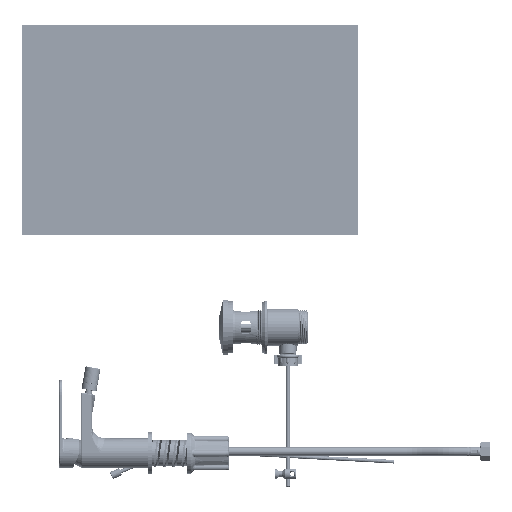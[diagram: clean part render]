
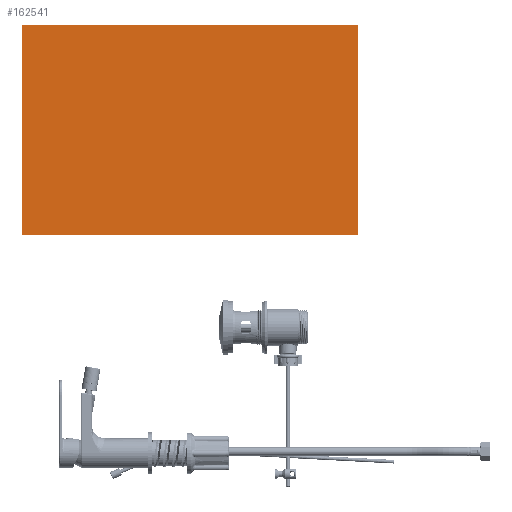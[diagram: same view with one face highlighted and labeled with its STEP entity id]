
A CAD part, left-side view. The second image highlights one B-rep face of the part: STEP entity #162541.
In plain terms, the highlighted face is planar.
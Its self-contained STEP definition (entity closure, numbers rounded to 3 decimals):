
#162443=DIRECTION('',(-1.,0.,0.));
#162444=VECTOR('',#162443,400.);
#162445=CARTESIAN_POINT('',(0.,60.,0.));
#162446=LINE('',#162445,#162444);
#162447=DIRECTION('',(0.,0.,-1.));
#162448=VECTOR('',#162447,250.);
#162449=CARTESIAN_POINT('',(0.,60.,250.));
#162450=LINE('',#162449,#162448);
#162451=DIRECTION('',(1.,0.,0.));
#162452=VECTOR('',#162451,400.);
#162453=CARTESIAN_POINT('',(-400.,60.,250.));
#162454=LINE('',#162453,#162452);
#162455=DIRECTION('',(0.,0.,1.));
#162456=VECTOR('',#162455,250.);
#162457=CARTESIAN_POINT('',(-400.,60.,0.));
#162458=LINE('',#162457,#162456);
#162475=CARTESIAN_POINT('',(0.,60.,0.));
#162476=CARTESIAN_POINT('',(-400.,60.,0.));
#162477=VERTEX_POINT('',#162475);
#162478=VERTEX_POINT('',#162476);
#162479=CARTESIAN_POINT('',(-400.,60.,250.));
#162480=VERTEX_POINT('',#162479);
#162481=CARTESIAN_POINT('',(0.,60.,250.));
#162482=VERTEX_POINT('',#162481);
#162528=CARTESIAN_POINT('',(0.,60.,0.));
#162529=DIRECTION('',(0.,1.,0.));
#162530=DIRECTION('',(1.,0.,0.));
#162531=AXIS2_PLACEMENT_3D('',#162528,#162529,#162530);
#162532=PLANE('',#162531);
#162533=ORIENTED_EDGE('',*,*,#162521,.F.);
#162534=ORIENTED_EDGE('',*,*,#162492,.F.);
#162536=ORIENTED_EDGE('',*,*,#162535,.F.);
#162538=ORIENTED_EDGE('',*,*,#162537,.F.);
#162539=EDGE_LOOP('',(#162533,#162534,#162536,#162538));
#162540=FACE_OUTER_BOUND('',#162539,.F.);
#162541=ADVANCED_FACE('',(#162540),#162532,.T.);
#162492=EDGE_CURVE('',#162482,#162477,#162450,.T.);
#162521=EDGE_CURVE('',#162477,#162478,#162446,.T.);
#162535=EDGE_CURVE('',#162480,#162482,#162454,.T.);
#162537=EDGE_CURVE('',#162478,#162480,#162458,.T.);
